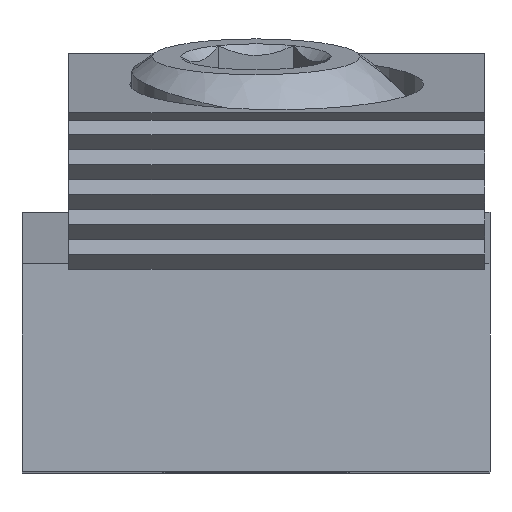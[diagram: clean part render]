
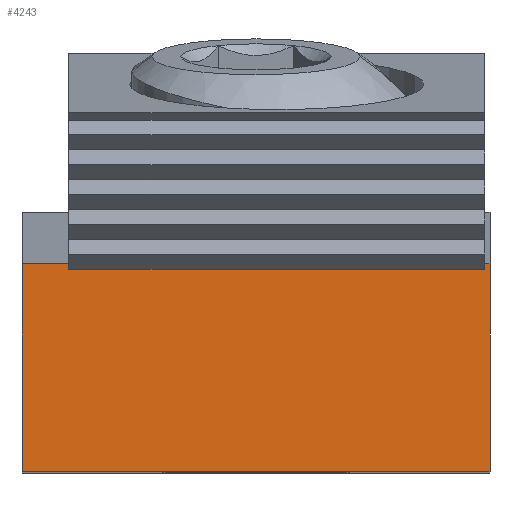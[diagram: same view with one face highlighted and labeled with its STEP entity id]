
A CAD part, top view. The second image highlights one B-rep face of the part: STEP entity #4243.
In plain terms, the highlighted face is planar.
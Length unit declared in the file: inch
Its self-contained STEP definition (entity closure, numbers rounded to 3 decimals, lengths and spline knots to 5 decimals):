
#8 = ORIENTED_EDGE ( 'NONE', *, *, #1560, .F. ) ;
#39 = CARTESIAN_POINT ( 'NONE',  ( 0.5625, -1.94, -0.125 ) ) ;
#214 = EDGE_CURVE ( 'NONE', #2958, #1943, #3228, .T. ) ;
#316 = DIRECTION ( 'NONE',  ( 0., 0., 1. ) ) ;
#319 = VECTOR ( 'NONE', #4587, 39.37008 ) ;
#392 = VERTEX_POINT ( 'NONE', #651 ) ;
#651 = CARTESIAN_POINT ( 'NONE',  ( 0.5625, -1.94, -0.125 ) ) ;
#663 = VERTEX_POINT ( 'NONE', #972 ) ;
#687 = EDGE_LOOP ( 'NONE', ( #3064, #758, #3587, #8 ) ) ;
#757 = PLANE ( 'NONE',  #1913 ) ;
#758 = ORIENTED_EDGE ( 'NONE', *, *, #4054, .T. ) ;
#780 = EDGE_CURVE ( 'NONE', #663, #392, #2970, .T. ) ;
#861 = CARTESIAN_POINT ( 'NONE',  ( -0.5625, -1.94, -0.625 ) ) ;
#972 = CARTESIAN_POINT ( 'NONE',  ( -0.5625, -1.94, -0.125 ) ) ;
#991 = CARTESIAN_POINT ( 'NONE',  ( 0.5625, -1.94, -0.625 ) ) ;
#1105 = DIRECTION ( 'NONE',  ( 1., 0., 0. ) ) ;
#1386 = DIRECTION ( 'NONE',  ( 1., 0., 0. ) ) ;
#1560 = EDGE_CURVE ( 'NONE', #2958, #663, #3994, .T. ) ;
#1769 = VECTOR ( 'NONE', #316, 39.37008 ) ;
#1790 = DIRECTION ( 'NONE',  ( 0., 1., 0. ) ) ;
#1913 = AXIS2_PLACEMENT_3D ( 'NONE', #3951, #1790, #4317 ) ;
#1943 = VERTEX_POINT ( 'NONE', #2486 ) ;
#2376 = CARTESIAN_POINT ( 'NONE',  ( 0.5625, -1.94, -0.625 ) ) ;
#2383 = CARTESIAN_POINT ( 'NONE',  ( -0.5625, -1.94, -0.625 ) ) ;
#2486 = CARTESIAN_POINT ( 'NONE',  ( 0.5625, -1.94, -0.625 ) ) ;
#2958 = VERTEX_POINT ( 'NONE', #861 ) ;
#2970 = LINE ( 'NONE', #39, #3946 ) ;
#3064 = ORIENTED_EDGE ( 'NONE', *, *, #214, .T. ) ;
#3228 = LINE ( 'NONE', #991, #4209 ) ;
#3330 = FACE_OUTER_BOUND ( 'NONE', #687, .T. ) ;
#3587 = ORIENTED_EDGE ( 'NONE', *, *, #780, .F. ) ;
#3946 = VECTOR ( 'NONE', #1386, 39.37008 ) ;
#3951 = CARTESIAN_POINT ( 'NONE',  ( 0.5625, -1.94, -0.125 ) ) ;
#3994 = LINE ( 'NONE', #2383, #319 ) ;
#4054 = EDGE_CURVE ( 'NONE', #1943, #392, #4526, .T. ) ;
#4209 = VECTOR ( 'NONE', #1105, 39.37008 ) ;
#4243 = ADVANCED_FACE ( 'NONE', ( #3330 ), #757, .F. ) ;
#4317 = DIRECTION ( 'NONE',  ( 0., 0., 1. ) ) ;
#4526 = LINE ( 'NONE', #2376, #1769 ) ;
#4587 = DIRECTION ( 'NONE',  ( 0., 0., 1. ) ) ;
